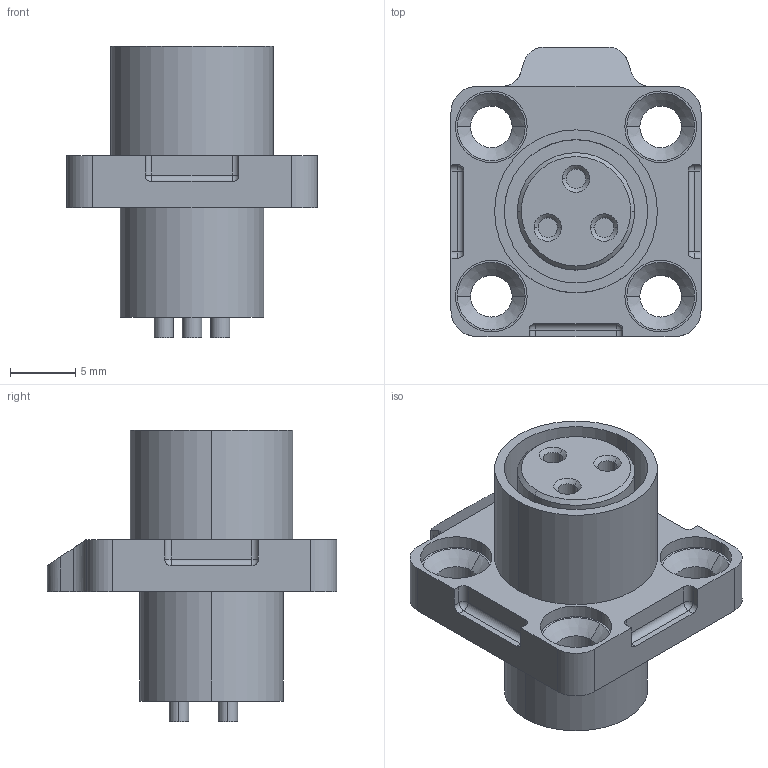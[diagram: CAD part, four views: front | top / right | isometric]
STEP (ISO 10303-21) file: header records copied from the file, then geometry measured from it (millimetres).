
FILE_DESCRIPTION (( 'STEP AP214' ), '1' );
FILE_NAME ('Connector Cnlinko LP-12 3 poles.STEP', '2022-03-02T23:07:30', ( '' ), ( '' ), 'SwSTEP 2.0', 'SolidWorks 2020', '' );
FILE_SCHEMA (( 'AUTOMOTIVE_DESIGN' ));
Length unit declared in the file: millimetre
Products named in the file (1): Connector Cnlinko LP-12 3 poles
Bounding box: 19.2 x 22.2 x 22.4 mm (x, y, z)
Volume: 2591.3 mm3; surface area: 2665 mm2
Topology: 1 solids, 1 shells, 130 faces, 300 edges, 184 vertices
Faces by surface type: cylinder 67, plane 41, cone 16, sphere 6
Entity records: 5136 total; most frequent: DIRECTION 698, CARTESIAN_POINT 621, ORIENTED_EDGE 588, EDGE_CURVE 294, AXIS2_PLACEMENT_3D 277, VERTEX_POINT 184, EDGE_LOOP 156, CIRCLE 146
